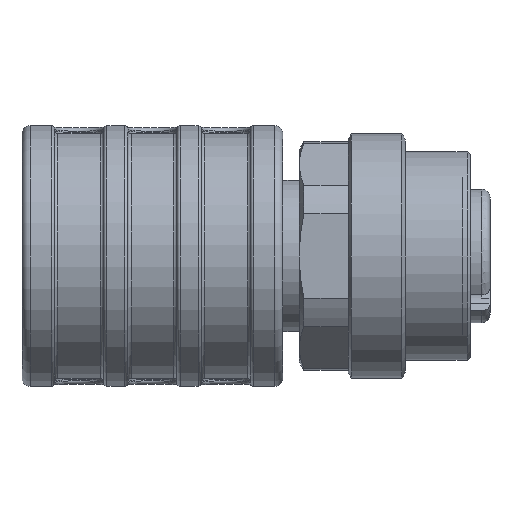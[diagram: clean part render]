
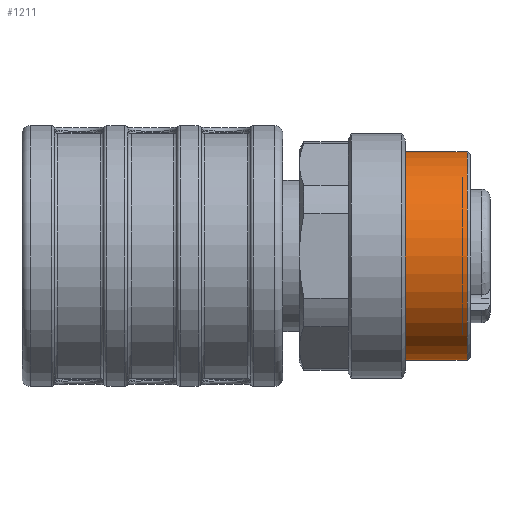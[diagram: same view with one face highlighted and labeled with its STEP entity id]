
A CAD part, front view. The second image highlights one B-rep face of the part: STEP entity #1211.
In plain terms, the highlighted cylindrical face has radius 6.4 mm (diameter 12.8 mm), a full revolution.
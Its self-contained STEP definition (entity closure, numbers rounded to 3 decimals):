
#1211=ADVANCED_FACE('',(#1580,#1581),#1476,.T.);
#1476=CYLINDRICAL_SURFACE('',#4466,6.4);
#1580=FACE_BOUND('',#1663,.T.);
#1581=FACE_BOUND('',#1664,.T.);
#1663=EDGE_LOOP('',(#1980));
#1664=EDGE_LOOP('',(#1981));
#1980=ORIENTED_EDGE('',*,*,#3614,.T.);
#1981=ORIENTED_EDGE('',*,*,#3619,.T.);
#3212=VERTEX_POINT('',#6181);
#3217=VERTEX_POINT('',#6196);
#3614=EDGE_CURVE('',#3212,#3212,#4235,.T.);
#3619=EDGE_CURVE('',#3217,#3217,#4240,.T.);
#4235=CIRCLE('',#4455,6.4);
#4240=CIRCLE('',#4465,6.4);
#4455=AXIS2_PLACEMENT_3D('',#6180,#4922,#4923);
#4465=AXIS2_PLACEMENT_3D('',#6195,#4942,#4943);
#4466=AXIS2_PLACEMENT_3D('',#6197,#4944,#4945);
#4922=DIRECTION('',(-1.,0.,0.));
#4923=DIRECTION('',(0.,0.866,-0.5));
#4942=DIRECTION('',(1.,0.,0.));
#4943=DIRECTION('',(0.,-0.5,-0.866));
#4944=DIRECTION('',(1.,0.,0.));
#4945=DIRECTION('',(0.,0.5,0.866));
#6180=CARTESIAN_POINT('',(19.3,-9.,0.));
#6181=CARTESIAN_POINT('',(19.3,-3.457,-3.2));
#6195=CARTESIAN_POINT('',(15.5,-9.,0.));
#6196=CARTESIAN_POINT('',(15.5,-12.2,-5.543));
#6197=CARTESIAN_POINT('',(19.5,-9.,0.));
